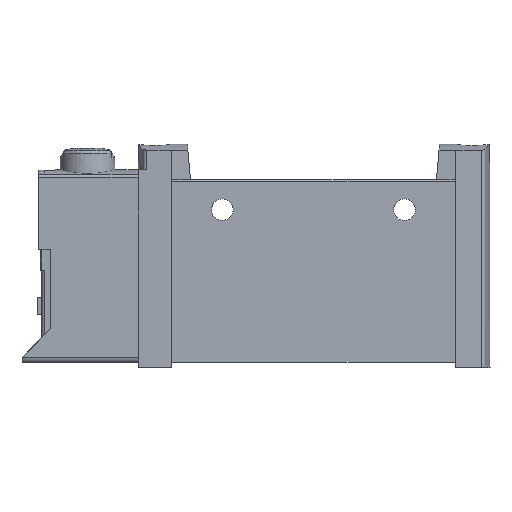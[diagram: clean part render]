
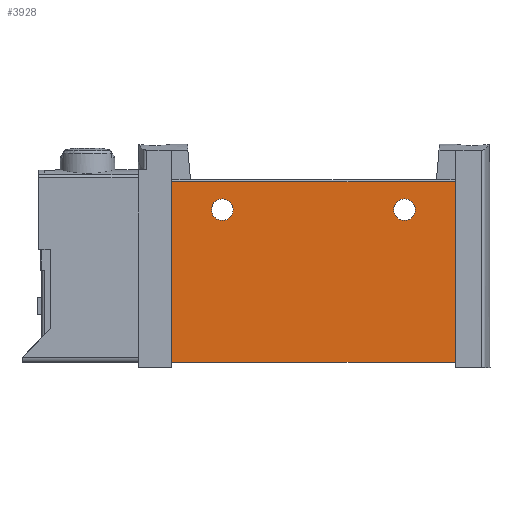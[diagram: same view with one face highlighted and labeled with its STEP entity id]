
A CAD part, top view. The second image highlights one B-rep face of the part: STEP entity #3928.
In plain terms, the highlighted planar face has unit normal (0, 0, 1).
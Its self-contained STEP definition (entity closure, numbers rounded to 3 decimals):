
#70=PLANE('',#4254);
#268=CIRCLE('',#4255,1.6);
#269=CIRCLE('',#4256,1.6);
#474=LINE('',#6239,#874);
#485=LINE('',#6267,#885);
#488=LINE('',#6275,#888);
#491=LINE('',#6283,#891);
#874=VECTOR('',#4884,1000.);
#885=VECTOR('',#4909,1000.);
#888=VECTOR('',#4916,1000.);
#891=VECTOR('',#4925,1000.);
#1477=ORIENTED_EDGE('',*,*,#2561,.F.);
#1478=ORIENTED_EDGE('',*,*,#2562,.F.);
#1479=ORIENTED_EDGE('',*,*,#2539,.T.);
#1480=ORIENTED_EDGE('',*,*,#2563,.F.);
#1481=ORIENTED_EDGE('',*,*,#2554,.F.);
#1482=ORIENTED_EDGE('',*,*,#2558,.T.);
#2539=EDGE_CURVE('',#3080,#3079,#474,.T.);
#2554=EDGE_CURVE('',#3089,#3090,#485,.T.);
#2558=EDGE_CURVE('',#3089,#3080,#488,.T.);
#2561=EDGE_CURVE('',#3093,#3093,#268,.F.);
#2562=EDGE_CURVE('',#3094,#3094,#269,.F.);
#2563=EDGE_CURVE('',#3090,#3079,#491,.T.);
#3079=VERTEX_POINT('',#6238);
#3080=VERTEX_POINT('',#6240);
#3089=VERTEX_POINT('',#6266);
#3090=VERTEX_POINT('',#6268);
#3093=VERTEX_POINT('',#6280);
#3094=VERTEX_POINT('',#6282);
#3339=EDGE_LOOP('',(#1477));
#3340=EDGE_LOOP('',(#1478));
#3341=EDGE_LOOP('',(#1479,#1480,#1481,#1482));
#3616=FACE_BOUND('',#3339,.T.);
#3617=FACE_BOUND('',#3340,.T.);
#3618=FACE_BOUND('',#3341,.T.);
#3928=ADVANCED_FACE('',(#3616,#3617,#3618),#70,.F.);
#4254=AXIS2_PLACEMENT_3D('',#6278,#4919,#4920);
#4255=AXIS2_PLACEMENT_3D('',#6279,#4921,#4922);
#4256=AXIS2_PLACEMENT_3D('',#6281,#4923,#4924);
#4884=DIRECTION('',(0.,-1.,0.));
#4909=DIRECTION('',(0.,-1.,0.));
#4916=DIRECTION('',(-1.,0.,0.));
#4919=DIRECTION('',(0.,0.,-1.));
#4920=DIRECTION('',(-1.,0.,0.));
#4921=DIRECTION('',(0.,0.,-1.));
#4922=DIRECTION('',(-1.,0.,0.));
#4923=DIRECTION('',(0.,0.,-1.));
#4924=DIRECTION('',(-1.,0.,0.));
#4925=DIRECTION('',(-1.,0.,0.));
#6238=CARTESIAN_POINT('',(-21.,0.,5.1));
#6239=CARTESIAN_POINT('',(-21.,26.7,5.1));
#6240=CARTESIAN_POINT('',(-21.,26.7,5.1));
#6266=CARTESIAN_POINT('',(21.,26.7,5.1));
#6267=CARTESIAN_POINT('',(21.,26.7,5.1));
#6268=CARTESIAN_POINT('',(21.,0.,5.1));
#6275=CARTESIAN_POINT('',(21.,26.7,5.1));
#6278=CARTESIAN_POINT('',(21.,26.7,5.1));
#6279=CARTESIAN_POINT('',(-13.5,22.6,5.1));
#6280=CARTESIAN_POINT('',(-15.1,22.6,5.1));
#6281=CARTESIAN_POINT('',(13.5,22.6,5.1));
#6282=CARTESIAN_POINT('',(11.9,22.6,5.1));
#6283=CARTESIAN_POINT('',(21.,0.,5.1));
